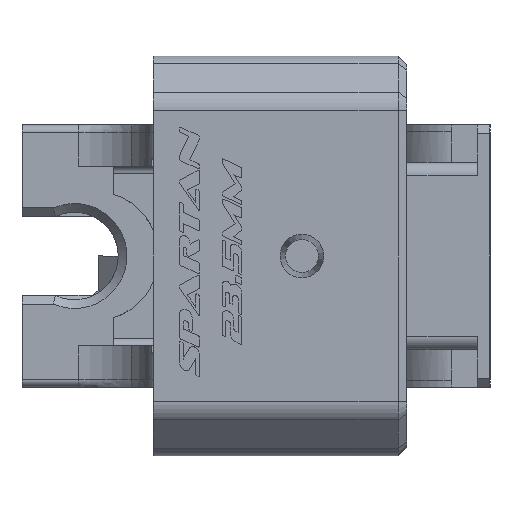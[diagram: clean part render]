
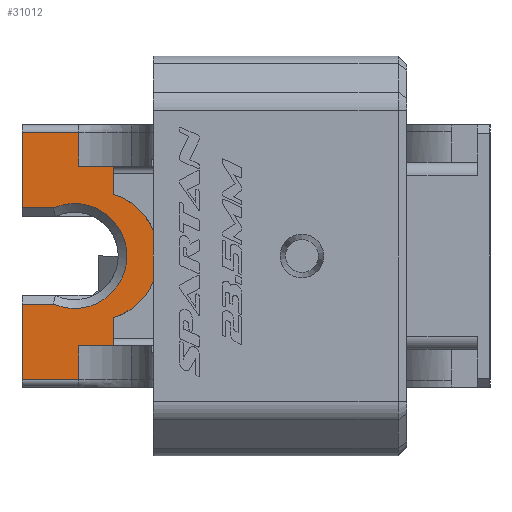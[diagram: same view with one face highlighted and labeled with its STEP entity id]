
A CAD part, left-side view. The second image highlights one B-rep face of the part: STEP entity #31012.
In plain terms, the highlighted planar face has unit normal (-1, 0, 0).
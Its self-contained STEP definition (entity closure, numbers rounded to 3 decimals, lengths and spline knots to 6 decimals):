
#626=B_SPLINE_CURVE_WITH_KNOTS('',3,(#49823,#49824,#49825,#49826,#49827),
 .UNSPECIFIED.,.F.,.F.,(4,1,4),(0.,0.5,1.),.UNSPECIFIED.);
#627=B_SPLINE_CURVE_WITH_KNOTS('',3,(#49829,#49830,#49831,#49832,#49833),
 .UNSPECIFIED.,.F.,.F.,(4,1,4),(0.,0.5,1.),.UNSPECIFIED.);
#1021=CIRCLE('',#32875,0.006);
#4274=ORIENTED_EDGE('',*,*,#12463,.T.);
#4275=ORIENTED_EDGE('',*,*,#12464,.T.);
#4276=ORIENTED_EDGE('',*,*,#12465,.T.);
#4277=ORIENTED_EDGE('',*,*,#12466,.F.);
#4278=ORIENTED_EDGE('',*,*,#12467,.T.);
#4279=ORIENTED_EDGE('',*,*,#12468,.T.);
#4280=ORIENTED_EDGE('',*,*,#12469,.F.);
#4281=ORIENTED_EDGE('',*,*,#12470,.T.);
#4282=ORIENTED_EDGE('',*,*,#12471,.T.);
#4283=ORIENTED_EDGE('',*,*,#12472,.T.);
#4284=ORIENTED_EDGE('',*,*,#12473,.F.);
#4285=ORIENTED_EDGE('',*,*,#12474,.T.);
#4286=ORIENTED_EDGE('',*,*,#12475,.T.);
#4287=ORIENTED_EDGE('',*,*,#12476,.T.);
#4288=ORIENTED_EDGE('',*,*,#12477,.F.);
#12463=EDGE_CURVE('',#16727,#16728,#19624,.T.);
#12464=EDGE_CURVE('',#16728,#16729,#19625,.T.);
#12465=EDGE_CURVE('',#16729,#16730,#19626,.T.);
#12466=EDGE_CURVE('',#16731,#16730,#19627,.T.);
#12467=EDGE_CURVE('',#16731,#16732,#626,.T.);
#12468=EDGE_CURVE('',#16732,#16733,#627,.T.);
#12469=EDGE_CURVE('',#16734,#16733,#19628,.T.);
#12470=EDGE_CURVE('',#16734,#16735,#19629,.T.);
#12471=EDGE_CURVE('',#16735,#16736,#19630,.T.);
#12472=EDGE_CURVE('',#16736,#16737,#19631,.T.);
#12473=EDGE_CURVE('',#16738,#16737,#19632,.T.);
#12474=EDGE_CURVE('',#16738,#16739,#19633,.T.);
#12475=EDGE_CURVE('',#16739,#16740,#1021,.T.);
#12476=EDGE_CURVE('',#16740,#16741,#19634,.T.);
#12477=EDGE_CURVE('',#16727,#16741,#19635,.T.);
#16727=VERTEX_POINT('',#49815);
#16728=VERTEX_POINT('',#49816);
#16729=VERTEX_POINT('',#49818);
#16730=VERTEX_POINT('',#49820);
#16731=VERTEX_POINT('',#49822);
#16732=VERTEX_POINT('',#49828);
#16733=VERTEX_POINT('',#49834);
#16734=VERTEX_POINT('',#49836);
#16735=VERTEX_POINT('',#49838);
#16736=VERTEX_POINT('',#49840);
#16737=VERTEX_POINT('',#49842);
#16738=VERTEX_POINT('',#49844);
#16739=VERTEX_POINT('',#49846);
#16740=VERTEX_POINT('',#49848);
#16741=VERTEX_POINT('',#49850);
#19624=LINE('',#49814,#23522);
#19625=LINE('',#49817,#23523);
#19626=LINE('',#49819,#23524);
#19627=LINE('',#49821,#23525);
#19628=LINE('',#49835,#23526);
#19629=LINE('',#49837,#23527);
#19630=LINE('',#49839,#23528);
#19631=LINE('',#49841,#23529);
#19632=LINE('',#49843,#23530);
#19633=LINE('',#49845,#23531);
#19634=LINE('',#49849,#23532);
#19635=LINE('',#49851,#23533);
#23522=VECTOR('',#36624,1.);
#23523=VECTOR('',#36625,1.);
#23524=VECTOR('',#36626,1.);
#23525=VECTOR('',#36627,1.);
#23526=VECTOR('',#36628,1.);
#23527=VECTOR('',#36629,1.);
#23528=VECTOR('',#36630,1.);
#23529=VECTOR('',#36631,1.);
#23530=VECTOR('',#36632,1.);
#23531=VECTOR('',#36633,1.);
#23532=VECTOR('',#36636,1.);
#23533=VECTOR('',#36637,1.);
#26352=EDGE_LOOP('',(#4274,#4275,#4276,#4277,#4278,#4279,#4280,#4281,#4282,
#4283,#4284,#4285,#4286,#4287,#4288));
#28073=FACE_BOUND('',#26352,.T.);
#29516=PLANE('',#32874);
#31012=ADVANCED_FACE('',(#28073),#29516,.T.);
#32874=AXIS2_PLACEMENT_3D('',#49813,#36622,#36623);
#32875=AXIS2_PLACEMENT_3D('',#49847,#36634,#36635);
#36622=DIRECTION('',(-1.,0.,0.));
#36623=DIRECTION('',(0.,-1.,0.));
#36624=DIRECTION('',(0.,-1.,0.));
#36625=DIRECTION('',(0.,0.,1.));
#36626=DIRECTION('',(0.,-1.,0.));
#36627=DIRECTION('',(0.,0.,-1.));
#36628=DIRECTION('',(0.,0.,-1.));
#36629=DIRECTION('',(0.,1.,0.));
#36630=DIRECTION('',(0.,0.,1.));
#36631=DIRECTION('',(0.,1.,0.));
#36632=DIRECTION('',(0.,0.,1.));
#36633=DIRECTION('',(0.,-1.,0.));
#36634=DIRECTION('',(1.,0.,0.));
#36635=DIRECTION('',(0.,-1.,0.));
#36636=DIRECTION('',(0.,1.,0.));
#36637=DIRECTION('',(0.,0.,1.));
#49813=CARTESIAN_POINT('',(0.054306,0.01769,0.));
#49814=CARTESIAN_POINT('',(0.054306,0.01769,-0.0141));
#49815=CARTESIAN_POINT('',(0.054306,0.042,-0.0141));
#49816=CARTESIAN_POINT('',(0.054306,0.035521,-0.0141));
#49817=CARTESIAN_POINT('',(0.054306,0.035521,0.));
#49818=CARTESIAN_POINT('',(0.054306,0.035521,-0.010275));
#49819=CARTESIAN_POINT('',(0.054306,0.07903,-0.010275));
#49820=CARTESIAN_POINT('',(0.054306,0.031564,-0.010275));
#49821=CARTESIAN_POINT('',(0.054306,0.031564,0.022351));
#49822=CARTESIAN_POINT('',(0.054306,0.031564,-0.007042));
#49823=CARTESIAN_POINT('',(0.054306,0.031564,-0.007042));
#49824=CARTESIAN_POINT('',(0.054306,0.030064,-0.006606));
#49825=CARTESIAN_POINT('',(0.054306,0.027392,-0.004696));
#49826=CARTESIAN_POINT('',(0.054306,0.026384,-0.00157));
#49827=CARTESIAN_POINT('',(0.054306,0.026384,0.));
#49828=CARTESIAN_POINT('',(0.054306,0.026384,0.));
#49829=CARTESIAN_POINT('',(0.054306,0.026384,0.));
#49830=CARTESIAN_POINT('',(0.054306,0.026384,0.001565));
#49831=CARTESIAN_POINT('',(0.054306,0.027379,0.004677));
#49832=CARTESIAN_POINT('',(0.054306,0.030057,0.006604));
#49833=CARTESIAN_POINT('',(0.054306,0.031564,0.007042));
#49834=CARTESIAN_POINT('',(0.054306,0.031564,0.007042));
#49835=CARTESIAN_POINT('',(0.054306,0.031564,0.022351));
#49836=CARTESIAN_POINT('',(0.054306,0.031564,0.010275));
#49837=CARTESIAN_POINT('',(0.054306,0.07903,0.010275));
#49838=CARTESIAN_POINT('',(0.054306,0.035521,0.010275));
#49839=CARTESIAN_POINT('',(0.054306,0.035521,0.));
#49840=CARTESIAN_POINT('',(0.054306,0.035521,0.0141));
#49841=CARTESIAN_POINT('',(0.054306,0.042,0.0141));
#49842=CARTESIAN_POINT('',(0.054306,0.042,0.0141));
#49843=CARTESIAN_POINT('',(0.054306,0.042,0.));
#49844=CARTESIAN_POINT('',(0.054306,0.042,0.0055));
#49845=CARTESIAN_POINT('',(0.054306,0.039969,0.0055));
#49846=CARTESIAN_POINT('',(0.054306,0.038398,0.0055));
#49847=CARTESIAN_POINT('',(0.054306,0.036,0.));
#49848=CARTESIAN_POINT('',(0.054306,0.038398,-0.0055));
#49849=CARTESIAN_POINT('',(0.054306,0.01769,-0.0055));
#49850=CARTESIAN_POINT('',(0.054306,0.042,-0.0055));
#49851=CARTESIAN_POINT('',(0.054306,0.042,0.));
